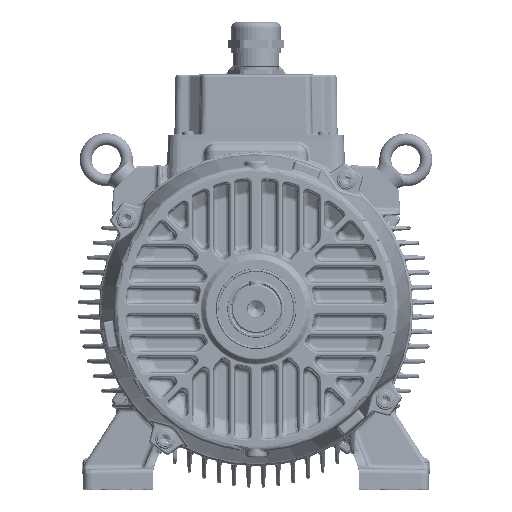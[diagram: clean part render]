
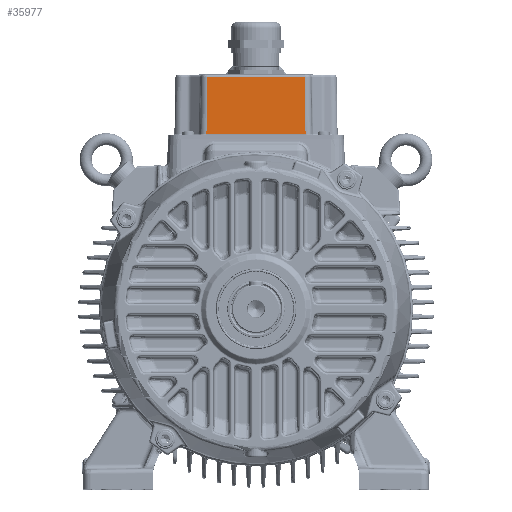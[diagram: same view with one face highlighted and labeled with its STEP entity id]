
A CAD part, top view. The second image highlights one B-rep face of the part: STEP entity #35977.
In plain terms, the highlighted planar face has unit normal (0, 0.018, 1).
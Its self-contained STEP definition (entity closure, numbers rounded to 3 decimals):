
#5746=PLANE('',#122228);
#9363=LINE('',#270714,#13137);
#9436=LINE('',#271669,#13210);
#9458=LINE('',#271743,#13232);
#9469=LINE('',#271963,#13243);
#13137=VECTOR('',#147963,1.);
#13210=VECTOR('',#148314,1.);
#13232=VECTOR('',#148378,1.);
#13243=VECTOR('',#148461,1.);
#19964=FACE_OUTER_BOUND('',#44173,.T.);
#35977=ADVANCED_FACE('',(#19964),#5746,.T.);
#44173=EDGE_LOOP('',(#76323,#76324,#76325,#76326));
#76323=ORIENTED_EDGE('',*,*,#104377,.T.);
#76324=ORIENTED_EDGE('',*,*,#104632,.T.);
#76325=ORIENTED_EDGE('',*,*,#104571,.T.);
#76326=ORIENTED_EDGE('',*,*,#104598,.T.);
#86912=VERTEX_POINT('',#270495);
#86939=VERTEX_POINT('',#270596);
#86945=VERTEX_POINT('',#270626);
#86951=VERTEX_POINT('',#270678);
#104377=EDGE_CURVE('',#86939,#86945,#9363,.T.);
#104571=EDGE_CURVE('',#86912,#86951,#9436,.T.);
#104598=EDGE_CURVE('',#86951,#86939,#9458,.T.);
#104632=EDGE_CURVE('',#86945,#86912,#9469,.T.);
#122228=AXIS2_PLACEMENT_3D('',#271972,#148476,#148477);
#147963=DIRECTION('',(-0.017,-1.,0.017));
#148314=DIRECTION('',(-0.017,1.,-0.017));
#148378=DIRECTION('',(-1.,0.,0.));
#148461=DIRECTION('',(1.,0.,0.));
#148476=DIRECTION('',(0.,0.017,1.));
#148477=DIRECTION('',(0.,-1.,0.017));
#270495=CARTESIAN_POINT('',(49.492,174.991,-129.509));
#270596=CARTESIAN_POINT('',(-48.505,231.552,-130.496));
#270626=CARTESIAN_POINT('',(-49.492,174.991,-129.509));
#270678=CARTESIAN_POINT('',(48.505,231.552,-130.496));
#270714=CARTESIAN_POINT('',(-49.469,176.34,-129.532));
#271669=CARTESIAN_POINT('',(49.503,174.387,-129.498));
#271743=CARTESIAN_POINT('',(-48.454,231.552,-130.496));
#271963=CARTESIAN_POINT('',(49.501,174.991,-129.509));
#271972=CARTESIAN_POINT('',(56.,174.5,-129.5));
